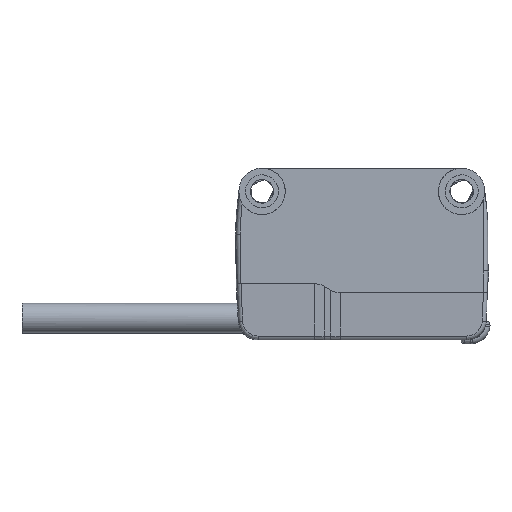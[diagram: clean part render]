
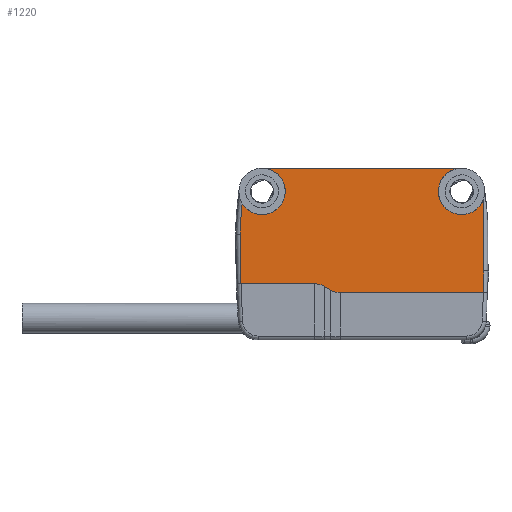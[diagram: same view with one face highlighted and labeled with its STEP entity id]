
A CAD part, left-side view. The second image highlights one B-rep face of the part: STEP entity #1220.
In plain terms, the highlighted planar face has unit normal (-1, 0, 0).
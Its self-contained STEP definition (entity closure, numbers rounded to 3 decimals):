
#764=LINE('',#4195,#934);
#787=LINE('',#4320,#957);
#788=LINE('',#4328,#958);
#789=LINE('',#4337,#959);
#790=LINE('',#4341,#960);
#791=LINE('',#4343,#961);
#934=VECTOR('',#3510,1.);
#957=VECTOR('',#3541,1.);
#958=VECTOR('',#3548,1.);
#959=VECTOR('',#3551,1.);
#960=VECTOR('',#3554,1.);
#961=VECTOR('',#3555,1.);
#1107=PLANE('',#3269);
#1220=ADVANCED_FACE('',(#1378),#1107,.F.);
#1378=FACE_OUTER_BOUND('',#1516,.T.);
#1516=EDGE_LOOP('',(#1823,#1824,#1825,#1826,#1827,#1828,#1829,#1830,#1831,
#1832,#1833,#1834));
#1689=CIRCLE('',#3264,2.95);
#1690=CIRCLE('',#3265,2.95);
#1691=CIRCLE('',#3266,54.145);
#1692=CIRCLE('',#3267,2.5);
#1693=CIRCLE('',#3268,2.5);
#1823=ORIENTED_EDGE('',*,*,#2823,.T.);
#1824=ORIENTED_EDGE('',*,*,#2824,.T.);
#1825=ORIENTED_EDGE('',*,*,#2789,.F.);
#1826=ORIENTED_EDGE('',*,*,#2825,.T.);
#1827=ORIENTED_EDGE('',*,*,#2826,.T.);
#1828=ORIENTED_EDGE('',*,*,#2827,.T.);
#1829=ORIENTED_EDGE('',*,*,#2828,.F.);
#1830=ORIENTED_EDGE('',*,*,#2829,.T.);
#1831=ORIENTED_EDGE('',*,*,#2830,.T.);
#1832=ORIENTED_EDGE('',*,*,#2831,.T.);
#1833=ORIENTED_EDGE('',*,*,#2832,.T.);
#1834=ORIENTED_EDGE('',*,*,#2833,.T.);
#2545=VERTEX_POINT('',#4196);
#2546=VERTEX_POINT('',#4197);
#2579=VERTEX_POINT('',#4321);
#2580=VERTEX_POINT('',#4322);
#2581=VERTEX_POINT('',#4325);
#2582=VERTEX_POINT('',#4327);
#2583=VERTEX_POINT('',#4329);
#2584=VERTEX_POINT('',#4334);
#2585=VERTEX_POINT('',#4336);
#2586=VERTEX_POINT('',#4338);
#2587=VERTEX_POINT('',#4340);
#2588=VERTEX_POINT('',#4342);
#2789=EDGE_CURVE('',#2545,#2546,#764,.T.);
#2823=EDGE_CURVE('',#2579,#2580,#787,.T.);
#2824=EDGE_CURVE('',#2580,#2546,#1689,.T.);
#2825=EDGE_CURVE('',#2545,#2581,#1690,.T.);
#2826=EDGE_CURVE('',#2581,#2582,#1691,.T.);
#2827=EDGE_CURVE('',#2582,#2583,#788,.T.);
#2828=EDGE_CURVE('',#2584,#2583,#3174,.T.);
#2829=EDGE_CURVE('',#2584,#2585,#1692,.T.);
#2830=EDGE_CURVE('',#2585,#2586,#789,.T.);
#2831=EDGE_CURVE('',#2586,#2587,#1693,.T.);
#2832=EDGE_CURVE('',#2587,#2588,#790,.T.);
#2833=EDGE_CURVE('',#2588,#2579,#791,.T.);
#3174=B_SPLINE_CURVE_WITH_KNOTS('',3,(#4330,#4331,#4332,#4333),
 .UNSPECIFIED.,.F.,.F.,(4,4),(0.,1.),.UNSPECIFIED.);
#3264=AXIS2_PLACEMENT_3D('',#4323,#3542,#3543);
#3265=AXIS2_PLACEMENT_3D('',#4324,#3544,#3545);
#3266=AXIS2_PLACEMENT_3D('',#4326,#3546,#3547);
#3267=AXIS2_PLACEMENT_3D('',#4335,#3549,#3550);
#3268=AXIS2_PLACEMENT_3D('',#4339,#3552,#3553);
#3269=AXIS2_PLACEMENT_3D('',#4344,#3556,#3557);
#3510=DIRECTION('',(0.,-1.,0.));
#3541=DIRECTION('',(0.,0.003,1.));
#3542=DIRECTION('',(1.,0.,0.));
#3543=DIRECTION('',(0.,0.,-1.));
#3544=DIRECTION('',(1.,0.,0.));
#3545=DIRECTION('',(0.,0.,-1.));
#3546=DIRECTION('',(-1.,0.,0.));
#3547=DIRECTION('',(0.,0.,-1.));
#3548=DIRECTION('',(0.,-0.017,-1.));
#3549=DIRECTION('',(1.,0.,0.));
#3550=DIRECTION('',(0.,0.,-1.));
#3551=DIRECTION('',(0.,-0.866,-0.5));
#3552=DIRECTION('',(-1.,0.,0.));
#3553=DIRECTION('',(0.,0.,-1.));
#3554=DIRECTION('',(0.,-1.,0.));
#3555=DIRECTION('',(0.,-0.017,1.));
#3556=DIRECTION('',(1.,0.,0.));
#3557=DIRECTION('',(0.,0.,-1.));
#4195=CARTESIAN_POINT('',(-5.9,1308.85,10.36));
#4196=CARTESIAN_POINT('',(-5.9,5.188,10.36));
#4197=CARTESIAN_POINT('',(-5.9,-18.688,10.36));
#4320=CARTESIAN_POINT('',(-5.9,-22.251,3.806));
#4321=CARTESIAN_POINT('',(-5.9,-22.268,-2.611));
#4322=CARTESIAN_POINT('',(-5.9,-22.244,6.564));
#4323=CARTESIAN_POINT('',(-5.9,-19.45,7.51));
#4324=CARTESIAN_POINT('',(-5.9,5.95,7.51));
#4325=CARTESIAN_POINT('',(-5.9,8.478,5.989));
#4326=CARTESIAN_POINT('',(-5.9,-45.387,0.49));
#4327=CARTESIAN_POINT('',(-5.9,8.734,2.074));
#4328=CARTESIAN_POINT('',(-5.9,8.695,-0.16));
#4329=CARTESIAN_POINT('',(-5.9,8.624,-4.25));
#4330=CARTESIAN_POINT('',(-5.9,-0.704,-4.25));
#4331=CARTESIAN_POINT('',(-5.9,2.405,-4.25));
#4332=CARTESIAN_POINT('',(-5.9,5.515,-4.25));
#4333=CARTESIAN_POINT('',(-5.9,8.624,-4.25));
#4334=CARTESIAN_POINT('',(-5.9,-0.704,-4.25));
#4335=CARTESIAN_POINT('',(-5.9,-0.704,-6.75));
#4336=CARTESIAN_POINT('',(-5.9,-1.954,-4.585));
#4337=CARTESIAN_POINT('',(-5.9,-3.348,-5.39));
#4338=CARTESIAN_POINT('',(-5.9,-2.768,-5.055));
#4339=CARTESIAN_POINT('',(-5.9,-4.018,-2.89));
#4340=CARTESIAN_POINT('',(-5.9,-4.018,-5.39));
#4341=CARTESIAN_POINT('',(-5.9,-6.75,-5.39));
#4342=CARTESIAN_POINT('',(-5.9,-22.22,-5.39));
#4343=CARTESIAN_POINT('',(-5.9,-22.311,-0.162));
#4344=CARTESIAN_POINT('',(-5.9,-6.75,0.11));
